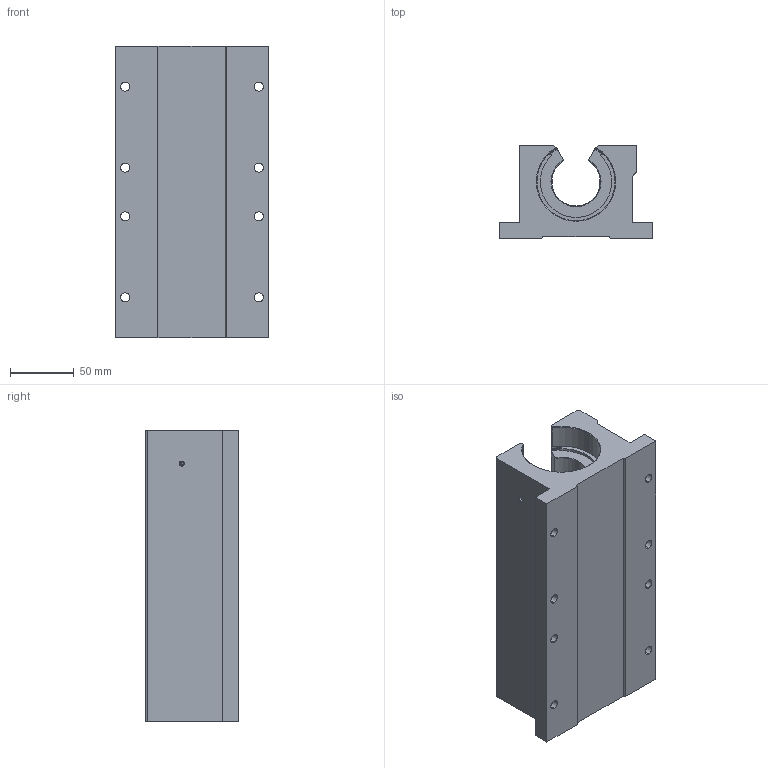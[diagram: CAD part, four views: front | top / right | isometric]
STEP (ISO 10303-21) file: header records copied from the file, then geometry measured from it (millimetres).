
FILE_DESCRIPTION (( 'STEP AP203' ), '1' );
FILE_NAME ('PillowBlock_A4405BFED8.step', '2022-09-14T18:56:49', ( '' ), ( '' ), 'SwSTEP 2.0', 'SolidWorks 2019', '' );
FILE_SCHEMA (( 'CONFIG_CONTROL_DESIGN' ));
Length unit declared in the file: inch
Products named in the file (3): RdV9KctLp5_CADModel_0; PillowBlock_A4405BFED8
Assembly tree (1 placements, depth 2):
  RdV9KctLp5_CADModel_0
  PillowBlock_A4405BFED8
    RdV9KctLp5_CADModel_0
Bounding box: 120.65 x 73.03 x 228.6 mm (x, y, z)
Volume: 1118756.3 mm3; surface area: 229563.8 mm2
Topology: 15 solids, 15 shells, 384 faces, 1024 edges, 660 vertices
Faces by surface type: cylinder 183, plane 89, cone 84, torus 20, bspline 8
Entity records: 13530 total; most frequent: CARTESIAN_POINT 3557, DIRECTION 2098, ORIENTED_EDGE 2048, EDGE_CURVE 1024, AXIS2_PLACEMENT_3D 837, VERTEX_POINT 660, CIRCLE 456, VECTOR 424
